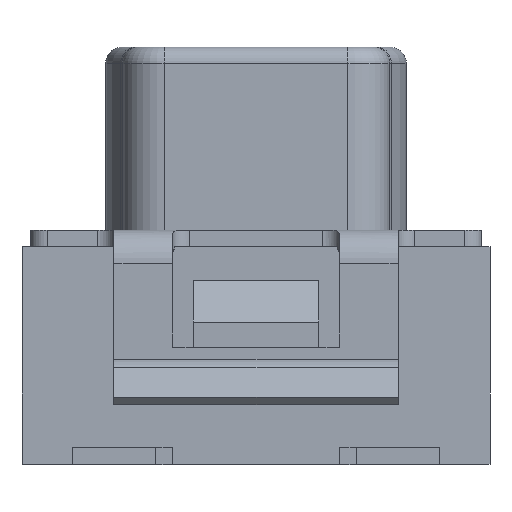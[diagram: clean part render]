
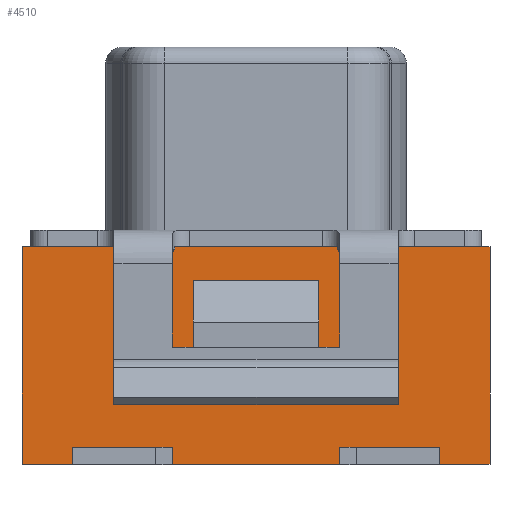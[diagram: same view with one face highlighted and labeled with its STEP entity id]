
A CAD part, left-side view. The second image highlights one B-rep face of the part: STEP entity #4510.
In plain terms, the highlighted planar face has unit normal (-1, 0, 0).
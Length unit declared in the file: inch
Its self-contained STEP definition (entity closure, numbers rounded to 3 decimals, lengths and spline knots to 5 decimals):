
#115=FACE_BOUND('',#674,.T.);
#429=FACE_OUTER_BOUND('',#673,.T.);
#673=EDGE_LOOP('',(#3711,#3712,#3713,#3714,#3715,#3716,#3717,#3718,#3719,
#3720,#3721,#3722,#3723,#3724,#3725,#3726,#3727,#3728,#3729,#3730));
#674=EDGE_LOOP('',(#3731,#3732,#3733,#3734));
#865=LINE('',#6717,#1363);
#958=LINE('',#7053,#1456);
#966=LINE('',#7102,#1464);
#993=LINE('',#7166,#1491);
#995=LINE('',#7171,#1493);
#1040=LINE('',#7277,#1538);
#1070=LINE('',#7337,#1568);
#1071=LINE('',#7339,#1569);
#1072=LINE('',#7341,#1570);
#1073=LINE('',#7343,#1571);
#1074=LINE('',#7345,#1572);
#1075=LINE('',#7347,#1573);
#1076=LINE('',#7349,#1574);
#1077=LINE('',#7351,#1575);
#1078=LINE('',#7353,#1576);
#1079=LINE('',#7355,#1577);
#1080=LINE('',#7357,#1578);
#1081=LINE('',#7359,#1579);
#1082=LINE('',#7361,#1580);
#1083=LINE('',#7362,#1581);
#1084=LINE('',#7365,#1582);
#1085=LINE('',#7367,#1583);
#1086=LINE('',#7369,#1584);
#1087=LINE('',#7370,#1585);
#1363=VECTOR('',#5375,0.3937);
#1456=VECTOR('',#5628,0.3937);
#1464=VECTOR('',#5652,0.3937);
#1491=VECTOR('',#5725,0.3937);
#1493=VECTOR('',#5731,0.3937);
#1538=VECTOR('',#5864,0.3937);
#1568=VECTOR('',#5910,0.3937);
#1569=VECTOR('',#5911,0.3937);
#1570=VECTOR('',#5912,0.3937);
#1571=VECTOR('',#5913,0.3937);
#1572=VECTOR('',#5914,0.3937);
#1573=VECTOR('',#5915,0.3937);
#1574=VECTOR('',#5916,0.3937);
#1575=VECTOR('',#5917,0.3937);
#1576=VECTOR('',#5918,0.3937);
#1577=VECTOR('',#5919,0.3937);
#1578=VECTOR('',#5920,0.3937);
#1579=VECTOR('',#5921,0.3937);
#1580=VECTOR('',#5922,0.3937);
#1581=VECTOR('',#5923,0.3937);
#1582=VECTOR('',#5924,0.3937);
#1583=VECTOR('',#5925,0.3937);
#1584=VECTOR('',#5926,0.3937);
#1585=VECTOR('',#5927,0.3937);
#1896=VERTEX_POINT('',#6698);
#1901=VERTEX_POINT('',#6715);
#1902=VERTEX_POINT('',#6716);
#2004=VERTEX_POINT('',#7051);
#2005=VERTEX_POINT('',#7052);
#2010=VERTEX_POINT('',#7086);
#2014=VERTEX_POINT('',#7101);
#2028=VERTEX_POINT('',#7165);
#2069=VERTEX_POINT('',#7338);
#2070=VERTEX_POINT('',#7340);
#2071=VERTEX_POINT('',#7342);
#2072=VERTEX_POINT('',#7344);
#2073=VERTEX_POINT('',#7346);
#2074=VERTEX_POINT('',#7348);
#2075=VERTEX_POINT('',#7350);
#2076=VERTEX_POINT('',#7352);
#2077=VERTEX_POINT('',#7354);
#2078=VERTEX_POINT('',#7356);
#2079=VERTEX_POINT('',#7358);
#2080=VERTEX_POINT('',#7360);
#2081=VERTEX_POINT('',#7363);
#2082=VERTEX_POINT('',#7364);
#2083=VERTEX_POINT('',#7366);
#2084=VERTEX_POINT('',#7368);
#2374=EDGE_CURVE('',#1901,#1902,#865,.T.);
#2519=EDGE_CURVE('',#2004,#2005,#958,.T.);
#2534=EDGE_CURVE('',#2014,#2010,#966,.T.);
#2567=EDGE_CURVE('',#2028,#2004,#993,.T.);
#2570=EDGE_CURVE('',#1902,#2014,#995,.T.);
#2624=EDGE_CURVE('',#1896,#2028,#1040,.T.);
#2654=EDGE_CURVE('',#2005,#1901,#1070,.T.);
#2655=EDGE_CURVE('',#2010,#2069,#1071,.T.);
#2656=EDGE_CURVE('',#2070,#2069,#1072,.T.);
#2657=EDGE_CURVE('',#2070,#2071,#1073,.T.);
#2658=EDGE_CURVE('',#2071,#2072,#1074,.T.);
#2659=EDGE_CURVE('',#2072,#2073,#1075,.T.);
#2660=EDGE_CURVE('',#2073,#2074,#1076,.T.);
#2661=EDGE_CURVE('',#2074,#2075,#1077,.T.);
#2662=EDGE_CURVE('',#2075,#2076,#1078,.T.);
#2663=EDGE_CURVE('',#2076,#2077,#1079,.T.);
#2664=EDGE_CURVE('',#2077,#2078,#1080,.T.);
#2665=EDGE_CURVE('',#2078,#2079,#1081,.T.);
#2666=EDGE_CURVE('',#2079,#2080,#1082,.T.);
#2667=EDGE_CURVE('',#2080,#1896,#1083,.T.);
#2668=EDGE_CURVE('',#2081,#2082,#1084,.T.);
#2669=EDGE_CURVE('',#2082,#2083,#1085,.T.);
#2670=EDGE_CURVE('',#2083,#2084,#1086,.T.);
#2671=EDGE_CURVE('',#2084,#2081,#1087,.T.);
#3711=ORIENTED_EDGE('',*,*,#2624,.T.);
#3712=ORIENTED_EDGE('',*,*,#2567,.T.);
#3713=ORIENTED_EDGE('',*,*,#2519,.T.);
#3714=ORIENTED_EDGE('',*,*,#2654,.T.);
#3715=ORIENTED_EDGE('',*,*,#2374,.T.);
#3716=ORIENTED_EDGE('',*,*,#2570,.T.);
#3717=ORIENTED_EDGE('',*,*,#2534,.T.);
#3718=ORIENTED_EDGE('',*,*,#2655,.T.);
#3719=ORIENTED_EDGE('',*,*,#2656,.F.);
#3720=ORIENTED_EDGE('',*,*,#2657,.T.);
#3721=ORIENTED_EDGE('',*,*,#2658,.T.);
#3722=ORIENTED_EDGE('',*,*,#2659,.T.);
#3723=ORIENTED_EDGE('',*,*,#2660,.T.);
#3724=ORIENTED_EDGE('',*,*,#2661,.T.);
#3725=ORIENTED_EDGE('',*,*,#2662,.T.);
#3726=ORIENTED_EDGE('',*,*,#2663,.T.);
#3727=ORIENTED_EDGE('',*,*,#2664,.T.);
#3728=ORIENTED_EDGE('',*,*,#2665,.T.);
#3729=ORIENTED_EDGE('',*,*,#2666,.T.);
#3730=ORIENTED_EDGE('',*,*,#2667,.T.);
#3731=ORIENTED_EDGE('',*,*,#2668,.T.);
#3732=ORIENTED_EDGE('',*,*,#2669,.T.);
#3733=ORIENTED_EDGE('',*,*,#2670,.T.);
#3734=ORIENTED_EDGE('',*,*,#2671,.T.);
#4274=PLANE('',#4915);
#4510=ADVANCED_FACE('',(#429,#115),#4274,.T.);
#4915=AXIS2_PLACEMENT_3D('',#7336,#5908,#5909);
#5375=DIRECTION('',(0.,0.,-1.));
#5628=DIRECTION('',(0.,0.,1.));
#5652=DIRECTION('',(0.,0.,1.));
#5725=DIRECTION('',(0.,1.,0.));
#5731=DIRECTION('',(0.,1.,0.));
#5864=DIRECTION('',(0.,0.,-1.));
#5908=DIRECTION('center_axis',(-1.,0.,0.));
#5909=DIRECTION('ref_axis',(0.,0.,1.));
#5910=DIRECTION('',(0.,1.,0.));
#5911=DIRECTION('',(0.,1.,0.));
#5912=DIRECTION('',(0.,0.,1.));
#5913=DIRECTION('',(0.,-1.,0.));
#5914=DIRECTION('',(0.,0.,1.));
#5915=DIRECTION('',(0.,-1.,0.));
#5916=DIRECTION('',(0.,0.,-1.));
#5917=DIRECTION('',(0.,-1.,0.));
#5918=DIRECTION('',(0.,0.,1.));
#5919=DIRECTION('',(0.,-1.,0.));
#5920=DIRECTION('',(0.,0.,-1.));
#5921=DIRECTION('',(0.,-1.,0.));
#5922=DIRECTION('',(0.,0.,1.));
#5923=DIRECTION('',(0.,1.,0.));
#5924=DIRECTION('',(0.,0.,-1.));
#5925=DIRECTION('',(0.,1.,0.));
#5926=DIRECTION('',(0.,0.,1.));
#5927=DIRECTION('',(0.,-1.,0.));
#6698=CARTESIAN_POINT('',(-0.07283,-0.03346,0.05118));
#6715=CARTESIAN_POINT('',(-0.07283,0.01916,0.05118));
#6716=CARTESIAN_POINT('',(-0.07283,0.01916,0.05065));
#6717=CARTESIAN_POINT('',(-0.07283,0.01916,0.05512));
#7051=CARTESIAN_POINT('',(-0.07283,-0.01916,0.05065));
#7052=CARTESIAN_POINT('',(-0.07283,-0.01916,0.05118));
#7053=CARTESIAN_POINT('',(-0.07283,-0.01916,0.05512));
#7086=CARTESIAN_POINT('',(-0.07283,0.03346,0.05118));
#7101=CARTESIAN_POINT('',(-0.07283,0.03346,0.05065));
#7102=CARTESIAN_POINT('',(-0.07283,0.03346,0.05118));
#7165=CARTESIAN_POINT('',(-0.07283,-0.03346,0.05065));
#7166=CARTESIAN_POINT('',(-0.07283,0.,0.05065));
#7171=CARTESIAN_POINT('',(-0.07283,0.,0.05065));
#7277=CARTESIAN_POINT('',(-0.07283,-0.03346,0.05118));
#7336=CARTESIAN_POINT('Origin',(-0.07283,-0.05512,
0.));
#7337=CARTESIAN_POINT('',(-0.07283,0.05512,0.05118));
#7338=CARTESIAN_POINT('',(-0.07283,0.05512,0.05118));
#7339=CARTESIAN_POINT('',(-0.07283,0.05512,0.05118));
#7340=CARTESIAN_POINT('',(-0.07283,0.05512,0.));
#7341=CARTESIAN_POINT('',(-0.07283,0.05512,0.));
#7342=CARTESIAN_POINT('',(-0.07283,0.04331,0.));
#7343=CARTESIAN_POINT('',(-0.07283,0.05512,0.));
#7344=CARTESIAN_POINT('',(-0.07283,0.04331,0.00394));
#7345=CARTESIAN_POINT('',(-0.07283,0.04331,0.));
#7346=CARTESIAN_POINT('',(-0.07283,0.01969,0.00394));
#7347=CARTESIAN_POINT('',(-0.07283,-0.01181,0.00394));
#7348=CARTESIAN_POINT('',(-0.07283,0.01969,0.));
#7349=CARTESIAN_POINT('',(-0.07283,0.01969,0.));
#7350=CARTESIAN_POINT('',(-0.07283,-0.01969,0.));
#7351=CARTESIAN_POINT('',(-0.07283,0.05512,0.));
#7352=CARTESIAN_POINT('',(-0.07283,-0.01969,0.00394));
#7353=CARTESIAN_POINT('',(-0.07283,-0.01969,0.));
#7354=CARTESIAN_POINT('',(-0.07283,-0.04331,0.00394));
#7355=CARTESIAN_POINT('',(-0.07283,-0.04331,0.00394));
#7356=CARTESIAN_POINT('',(-0.07283,-0.04331,0.));
#7357=CARTESIAN_POINT('',(-0.07283,-0.04331,0.));
#7358=CARTESIAN_POINT('',(-0.07283,-0.05512,0.));
#7359=CARTESIAN_POINT('',(-0.07283,0.05512,0.));
#7360=CARTESIAN_POINT('',(-0.07283,-0.05512,0.05118));
#7361=CARTESIAN_POINT('',(-0.07283,-0.05512,0.));
#7362=CARTESIAN_POINT('',(-0.07283,0.05512,0.05118));
#7363=CARTESIAN_POINT('',(-0.07283,-0.01476,0.04331));
#7364=CARTESIAN_POINT('',(-0.07283,-0.01476,0.02756));
#7365=CARTESIAN_POINT('',(-0.07283,-0.01476,0.01708));
#7366=CARTESIAN_POINT('',(-0.07283,0.01476,0.02756));
#7367=CARTESIAN_POINT('',(-0.07283,-0.02756,0.02756));
#7368=CARTESIAN_POINT('',(-0.07283,0.01476,0.04331));
#7369=CARTESIAN_POINT('',(-0.07283,0.01476,0.01708));
#7370=CARTESIAN_POINT('',(-0.07283,-0.02756,0.04331));
